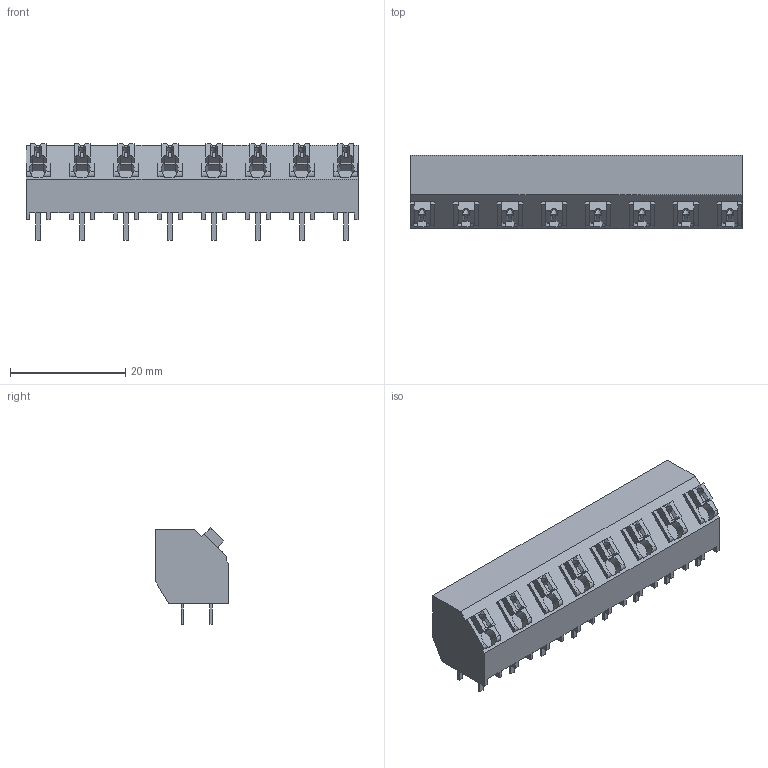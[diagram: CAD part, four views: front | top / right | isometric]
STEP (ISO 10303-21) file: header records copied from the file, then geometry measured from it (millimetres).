
FILE_DESCRIPTION(('CATIA V5 STEP Exchange','CAx-IF Rec.Pracs.--- Model Styling and Organization---1.2---2011-12-15'),'2;1');
FILE_NAME ('D1458559_0_1886240000_1886240000.stp','2018-03-26T16:25:51+00:00',('none'),('Weidmueller'),'CATIA Version 5-6 Release 2014','CATIA V5 STEP AP214','none');
FILE_SCHEMA(('AUTOMOTIVE_DESIGN { 1 0 10303 214 1 1 1 1 }'));
Length unit declared in the file: millimetre
Products named in the file (1): 1886240000
Bounding box: 57.54 x 12.7 x 16.66 mm (x, y, z)
Volume: 6355.5 mm3; surface area: 5442.4 mm2
Topology: 25 solids, 25 shells, 617 faces, 1743 edges, 1189 vertices
Faces by surface type: plane 562, cylinder 55
Entity records: 18299 total; most frequent: CARTESIAN_POINT 3550, ORIENTED_EDGE 3486, DIRECTION 2282, EDGE_CURVE 1743, VECTOR 1560, LINE 1560, VERTEX_POINT 1189, EDGE_LOOP 646
